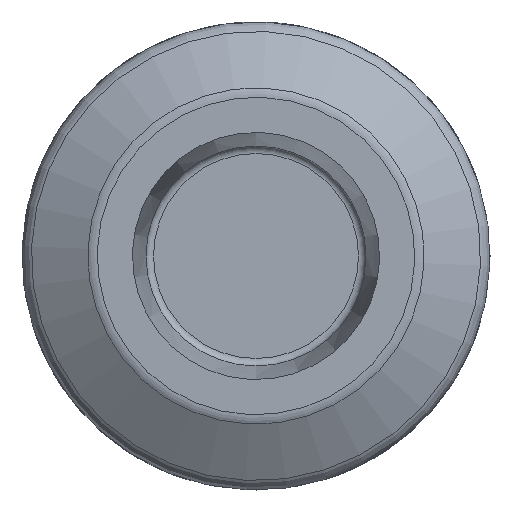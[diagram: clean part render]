
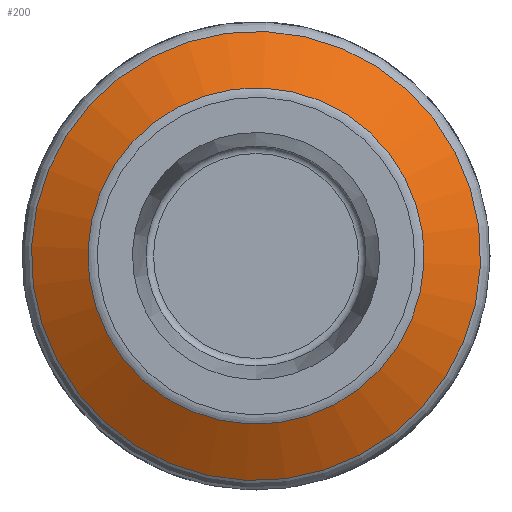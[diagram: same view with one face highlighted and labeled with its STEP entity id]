
A CAD part, left-side view. The second image highlights one B-rep face of the part: STEP entity #200.
In plain terms, the highlighted conical face has half-angle 60 degrees and reference radius 24 mm.
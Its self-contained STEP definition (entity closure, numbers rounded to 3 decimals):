
#55=CONICAL_SURFACE('',#829,24.,60.);
#200=ADVANCED_FACE('',(#301,#302),#55,.T.);
#301=FACE_BOUND('',#386,.T.);
#302=FACE_BOUND('',#387,.T.);
#386=EDGE_LOOP('',(#552));
#387=EDGE_LOOP('',(#553));
#552=ORIENTED_EDGE('',*,*,#705,.F.);
#553=ORIENTED_EDGE('',*,*,#709,.T.);
#622=VERTEX_POINT('',#1906);
#626=VERTEX_POINT('',#1918);
#705=EDGE_CURVE('',#622,#622,#733,.T.);
#709=EDGE_CURVE('',#626,#626,#737,.T.);
#733=CIRCLE('',#820,24.);
#737=CIRCLE('',#828,17.964);
#820=AXIS2_PLACEMENT_3D('',#1905,#1002,#1003);
#828=AXIS2_PLACEMENT_3D('',#1917,#1018,#1019);
#829=AXIS2_PLACEMENT_3D('',#1919,#1020,#1021);
#1002=DIRECTION('',(1.,0.,0.));
#1003=DIRECTION('',(0.,-0.382,0.924));
#1018=DIRECTION('',(1.,0.,0.));
#1019=DIRECTION('',(0.,-0.382,0.924));
#1020=DIRECTION('',(1.,0.,0.));
#1021=DIRECTION('',(0.,-0.382,0.924));
#1905=CARTESIAN_POINT('',(-9.247,0.,0.));
#1906=CARTESIAN_POINT('',(-9.247,-9.164,22.181));
#1917=CARTESIAN_POINT('',(-12.732,0.,0.));
#1918=CARTESIAN_POINT('',(-12.732,-6.86,16.603));
#1919=CARTESIAN_POINT('',(-9.247,0.,0.));
